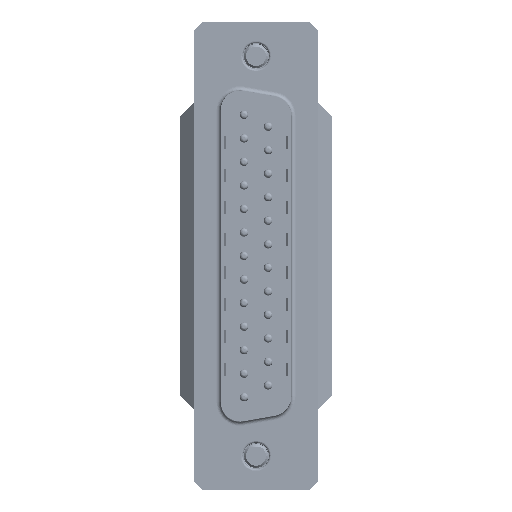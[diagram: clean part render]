
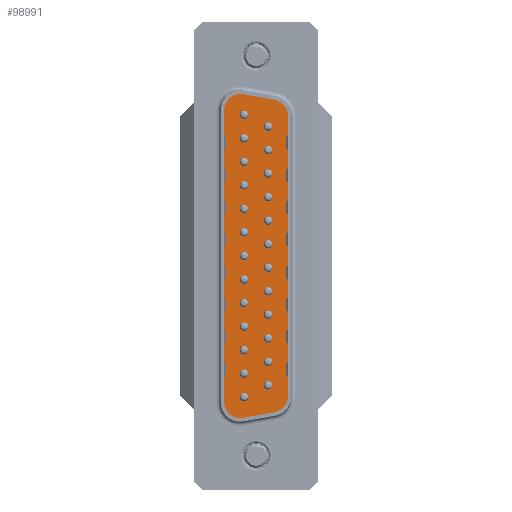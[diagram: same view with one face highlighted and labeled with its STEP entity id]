
A CAD part, front view. The second image highlights one B-rep face of the part: STEP entity #98991.
In plain terms, the highlighted face is planar.
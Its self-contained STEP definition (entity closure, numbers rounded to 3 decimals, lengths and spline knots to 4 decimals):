
#60356 = CARTESIAN_POINT ( 'NONE',  ( 0.8055, 0.106, -0.016 ) ) ;
#60443 = DIRECTION ( 'NONE',  ( 1., 0., 0. ) ) ;
#60444 = DIRECTION ( 'NONE',  ( 0., 0., 1. ) ) ;
#60445 = CARTESIAN_POINT ( 'NONE',  ( 0.7155, 0.106, -0.016 ) ) ;
#60456 = CIRCLE ( 'NONE', #60461, 0.09 ) ;
#60461 = AXIS2_PLACEMENT_3D ( 'NONE', #60445, #60444, #60443 ) ;
#60467 = CARTESIAN_POINT ( 'NONE',  ( 0.8041, 0.0904, -0.016 ) ) ;
#62843 = DIRECTION ( 'NONE',  ( -1., 0., 0. ) ) ;
#62883 = VECTOR ( 'NONE', #62843, 39.3701 ) ;
#62887 = CARTESIAN_POINT ( 'NONE',  ( -0.7155, 0.196, -0.016 ) ) ;
#63349 = LINE ( 'NONE', #62887, #62883 ) ;
#63403 = CARTESIAN_POINT ( 'NONE',  ( -0.7668, -0.1216, -0.016 ) ) ;
#63562 = CARTESIAN_POINT ( 'NONE',  ( -0.8041, 0.0904, -0.016 ) ) ;
#63608 = CIRCLE ( 'NONE', #63689, 0.09 ) ;
#63666 = DIRECTION ( 'NONE',  ( 1., 0., 0. ) ) ;
#63667 = DIRECTION ( 'NONE',  ( 0., 0., 1. ) ) ;
#63670 = CARTESIAN_POINT ( 'NONE',  ( 0.7155, 0.196, -0.016 ) ) ;
#63689 = AXIS2_PLACEMENT_3D ( 'NONE', #63717, #63667, #63666 ) ;
#63717 = CARTESIAN_POINT ( 'NONE',  ( -0.7155, 0.106, -0.016 ) ) ;
#63817 = CARTESIAN_POINT ( 'NONE',  ( -0.7155, 0.196, -0.016 ) ) ;
#63919 = CARTESIAN_POINT ( 'NONE',  ( -0.6781, -0.196, -0.016 ) ) ;
#64096 = AXIS2_PLACEMENT_3D ( 'NONE', #64150, #64241, #64239 ) ;
#64117 = CIRCLE ( 'NONE', #64096, 0.09 ) ;
#64150 = CARTESIAN_POINT ( 'NONE',  ( -0.6781, -0.106, -0.016 ) ) ;
#64239 = DIRECTION ( 'NONE',  ( 1., 0., 0. ) ) ;
#64241 = DIRECTION ( 'NONE',  ( 0., 0., 1. ) ) ;
#64447 = LINE ( 'NONE', #64525, #64523 ) ;
#64471 = DIRECTION ( 'NONE',  ( 0.174, -0.985, 0. ) ) ;
#64472 = VECTOR ( 'NONE', #64471, 39.3701 ) ;
#64473 = CARTESIAN_POINT ( 'NONE',  ( -0.7668, -0.1216, -0.016 ) ) ;
#64474 = LINE ( 'NONE', #64473, #64472 ) ;
#64521 = DIRECTION ( 'NONE',  ( 1., 0., 0. ) ) ;
#64523 = VECTOR ( 'NONE', #64521, 39.3701 ) ;
#64525 = CARTESIAN_POINT ( 'NONE',  ( 0.6781, -0.196, -0.016 ) ) ;
#64603 = CARTESIAN_POINT ( 'NONE',  ( 0.7668, -0.1216, -0.016 ) ) ;
#64665 = CARTESIAN_POINT ( 'NONE',  ( 0.8041, 0.0904, -0.016 ) ) ;
#64703 = LINE ( 'NONE', #64665, #64788 ) ;
#64779 = DIRECTION ( 'NONE',  ( 0.174, 0.985, 0. ) ) ;
#64788 = VECTOR ( 'NONE', #64779, 39.3701 ) ;
#64914 = CARTESIAN_POINT ( 'NONE',  ( 0.6781, -0.196, -0.016 ) ) ;
#65085 = DIRECTION ( 'NONE',  ( 1., 0., 0. ) ) ;
#65086 = DIRECTION ( 'NONE',  ( 0., 0., 1. ) ) ;
#65087 = CARTESIAN_POINT ( 'NONE',  ( 0.6781, -0.106, -0.016 ) ) ;
#65108 = AXIS2_PLACEMENT_3D ( 'NONE', #65087, #65086, #65085 ) ;
#65113 = CIRCLE ( 'NONE', #65108, 0.09 ) ;
#65317 = CARTESIAN_POINT ( 'NONE',  ( 0.7015, 0.097, -0.016 ) ) ;
#65339 = DIRECTION ( 'NONE',  ( 1., 0., 0. ) ) ;
#65340 = DIRECTION ( 'NONE',  ( 0., 0., 1. ) ) ;
#65341 = CARTESIAN_POINT ( 'NONE',  ( 0.7155, 0.106, -0.016 ) ) ;
#65343 = AXIS2_PLACEMENT_3D ( 'NONE', #65341, #65340, #65339 ) ;
#65345 = CIRCLE ( 'NONE', #65343, 0.09 ) ;
#65353 = AXIS2_PLACEMENT_3D ( 'NONE', #65317, #65434, #65433 ) ;
#65357 = FACE_OUTER_BOUND ( 'NONE', #98788, .T. ) ;
#65433 = DIRECTION ( 'NONE',  ( 1., 0., 0. ) ) ;
#65434 = DIRECTION ( 'NONE',  ( 0., 0., 1. ) ) ;
#65441 = PLANE ( 'NONE',  #65353 ) ;
#97781 = VERTEX_POINT ( 'NONE', #60356 ) ;
#97822 = VERTEX_POINT ( 'NONE', #60467 ) ;
#97824 = EDGE_CURVE ( 'NONE', #97822, #97781, #60456, .T. ) ;
#98578 = VERTEX_POINT ( 'NONE', #63403 ) ;
#98583 = EDGE_CURVE ( 'NONE', #98653, #98661, #63349, .T. ) ;
#98626 = VERTEX_POINT ( 'NONE', #63562 ) ;
#98634 = EDGE_CURVE ( 'NONE', #98661, #98626, #63608, .T. ) ;
#98653 = VERTEX_POINT ( 'NONE', #63670 ) ;
#98661 = VERTEX_POINT ( 'NONE', #63817 ) ;
#98681 = VERTEX_POINT ( 'NONE', #63919 ) ;
#98735 = EDGE_CURVE ( 'NONE', #98578, #98681, #64117, .T. ) ;
#98774 = EDGE_CURVE ( 'NONE', #98626, #98578, #64474, .T. ) ;
#98785 = EDGE_CURVE ( 'NONE', #98681, #98869, #64447, .T. ) ;
#98788 = EDGE_LOOP ( 'NONE', ( #98951, #99007, #98994, #99016, #98892, #99030, #99009, #99045, #99018 ) ) ;
#98818 = VERTEX_POINT ( 'NONE', #64603 ) ;
#98837 = EDGE_CURVE ( 'NONE', #98818, #97822, #64703, .T. ) ;
#98869 = VERTEX_POINT ( 'NONE', #64914 ) ;
#98892 = ORIENTED_EDGE ( 'NONE', *, *, #98774, .T. ) ;
#98917 = EDGE_CURVE ( 'NONE', #98869, #98818, #65113, .T. ) ;
#98951 = ORIENTED_EDGE ( 'NONE', *, *, #97824, .T. ) ;
#98962 = EDGE_CURVE ( 'NONE', #97781, #98653, #65345, .T. ) ;
#98991 = ADVANCED_FACE ( 'NONE', ( #65357 ), #65441, .T. ) ;
#98994 = ORIENTED_EDGE ( 'NONE', *, *, #98583, .T. ) ;
#99007 = ORIENTED_EDGE ( 'NONE', *, *, #98962, .T. ) ;
#99009 = ORIENTED_EDGE ( 'NONE', *, *, #98785, .T. ) ;
#99016 = ORIENTED_EDGE ( 'NONE', *, *, #98634, .T. ) ;
#99018 = ORIENTED_EDGE ( 'NONE', *, *, #98837, .T. ) ;
#99030 = ORIENTED_EDGE ( 'NONE', *, *, #98735, .T. ) ;
#99045 = ORIENTED_EDGE ( 'NONE', *, *, #98917, .T. ) ;
